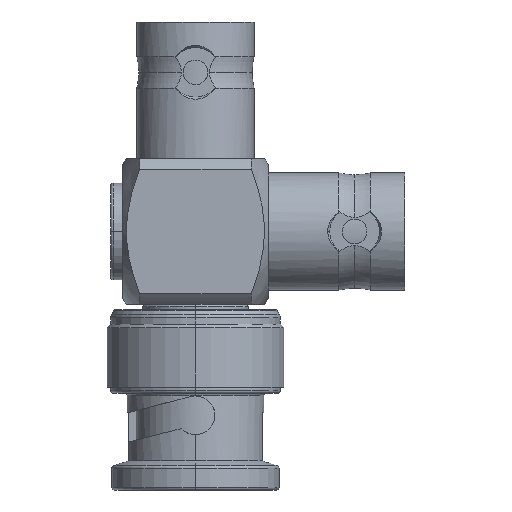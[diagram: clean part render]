
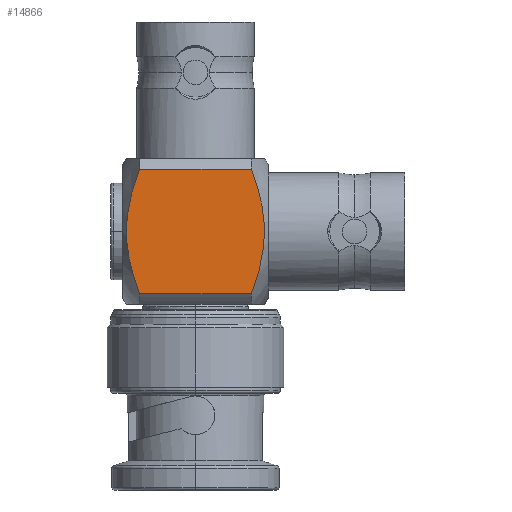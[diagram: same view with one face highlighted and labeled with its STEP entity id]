
A CAD part, left-side view. The second image highlights one B-rep face of the part: STEP entity #14866.
In plain terms, the highlighted planar face has unit normal (-1, 0, 0).
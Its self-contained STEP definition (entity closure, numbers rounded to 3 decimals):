
#3748 = VERTEX_POINT ( 'NONE', #5747 ) ;
#5190 = EDGE_LOOP ( 'NONE', ( #11571, #11572, #11573, #11574 ) ) ;
#5747 = CARTESIAN_POINT ( 'NONE',  ( -6., 4.614, -22.439 ) ) ;
#8063 = CARTESIAN_POINT ( 'NONE',  ( -6., 6., -22.439 ) ) ;
#8064 = DIRECTION ( 'NONE',  ( 0., 1., 0. ) ) ;
#8992 = LINE ( 'NONE', #9383, #9003 ) ;
#8993 = LINE ( 'NONE', #8063, #8996 ) ;
#8996 = VECTOR ( 'NONE', #8064, 1000. ) ;
#9003 = VECTOR ( 'NONE', #9387, 1000. ) ;
#9381 = CARTESIAN_POINT ( 'NONE',  ( -6., -5.2, -13.832 ) ) ;
#9382 = CARTESIAN_POINT ( 'NONE',  ( -6., -4.924, -12.987 ) ) ;
#9383 = CARTESIAN_POINT ( 'NONE',  ( -6., 6., -12.161 ) ) ;
#9387 = DIRECTION ( 'NONE',  ( 0., -1., 0. ) ) ;
#9388 = CARTESIAN_POINT ( 'NONE',  ( -6., 4.614, -22.439 ) ) ;
#9389 = CARTESIAN_POINT ( 'NONE',  ( -6., 4.924, -21.615 ) ) ;
#9393 = CARTESIAN_POINT ( 'NONE',  ( -6., 5.199, -20.772 ) ) ;
#9394 = CARTESIAN_POINT ( 'NONE',  ( -6., 5.593, -19.065 ) ) ;
#9395 = CARTESIAN_POINT ( 'NONE',  ( -6., 5.711, -18.197 ) ) ;
#9396 = CARTESIAN_POINT ( 'NONE',  ( -6., 5.712, -16.864 ) ) ;
#9397 = CARTESIAN_POINT ( 'NONE',  ( -6., 5.683, -16.422 ) ) ;
#9398 = CARTESIAN_POINT ( 'NONE',  ( -6., 5.575, -15.55 ) ) ;
#9399 = CARTESIAN_POINT ( 'NONE',  ( -6., 5.496, -15.118 ) ) ;
#9400 = CARTESIAN_POINT ( 'NONE',  ( -6., 5.2, -13.832 ) ) ;
#9401 = CARTESIAN_POINT ( 'NONE',  ( -6., 4.924, -12.987 ) ) ;
#9402 = CARTESIAN_POINT ( 'NONE',  ( -6., 4.614, -12.161 ) ) ;
#9403 = CARTESIAN_POINT ( 'NONE',  ( -6., -4.614, -12.161 ) ) ;
#9404 = CARTESIAN_POINT ( 'NONE',  ( -6., -5.496, -15.118 ) ) ;
#9405 = CARTESIAN_POINT ( 'NONE',  ( -6., -5.575, -15.55 ) ) ;
#9406 = CARTESIAN_POINT ( 'NONE',  ( -6., -5.683, -16.422 ) ) ;
#9407 = CARTESIAN_POINT ( 'NONE',  ( -6., -5.712, -16.864 ) ) ;
#9408 = CARTESIAN_POINT ( 'NONE',  ( -6., -5.711, -18.197 ) ) ;
#9409 = CARTESIAN_POINT ( 'NONE',  ( -6., -5.593, -19.065 ) ) ;
#9410 = CARTESIAN_POINT ( 'NONE',  ( -6., -5.199, -20.772 ) ) ;
#9411 = CARTESIAN_POINT ( 'NONE',  ( -6., -4.924, -21.615 ) ) ;
#9412 = CARTESIAN_POINT ( 'NONE',  ( -6., -4.614, -22.439 ) ) ;
#11571 = ORIENTED_EDGE ( 'NONE', *, *, #12001, .F. ) ;
#11572 = ORIENTED_EDGE ( 'NONE', *, *, #11994, .F. ) ;
#11573 = ORIENTED_EDGE ( 'NONE', *, *, #12002, .F. ) ;
#11574 = ORIENTED_EDGE ( 'NONE', *, *, #11999, .F. ) ;
#11994 = EDGE_CURVE ( 'NONE', #20092, #3748, #8993, .T. ) ;
#11999 = EDGE_CURVE ( 'NONE', #20030, #19453, #8992, .T. ) ;
#12001 = EDGE_CURVE ( 'NONE', #3748, #20030, #24547, .T. ) ;
#12002 = EDGE_CURVE ( 'NONE', #19453, #20092, #24590, .T. ) ;
#14866 = ADVANCED_FACE ( 'NONE', ( #21716 ), #21331, .F. ) ;
#19453 = VERTEX_POINT ( 'NONE', #23566 ) ;
#20030 = VERTEX_POINT ( 'NONE', #24304 ) ;
#20092 = VERTEX_POINT ( 'NONE', #24391 ) ;
#21331 = PLANE ( 'NONE',  #22026 ) ;
#21339 = CARTESIAN_POINT ( 'NONE',  ( -6., 6., -23.3 ) ) ;
#21340 = DIRECTION ( 'NONE',  ( 1., 0., 0. ) ) ;
#21341 = DIRECTION ( 'NONE',  ( 0., -1., 0. ) ) ;
#21716 = FACE_OUTER_BOUND ( 'NONE', #5190, .T. ) ;
#22026 = AXIS2_PLACEMENT_3D ( 'NONE', #21339, #21340, #21341 ) ;
#23566 = CARTESIAN_POINT ( 'NONE',  ( -6., -4.614, -12.161 ) ) ;
#24304 = CARTESIAN_POINT ( 'NONE',  ( -6., 4.614, -12.161 ) ) ;
#24391 = CARTESIAN_POINT ( 'NONE',  ( -6., -4.614, -22.439 ) ) ;
#24547 = B_SPLINE_CURVE_WITH_KNOTS ( 'NONE', 3,
 ( #9388, #9389, #9393, #9394, #9395, #9396, #9397, #9398, #9399, #9400, #9401, #9402 ),
 .UNSPECIFIED., .F., .F.,
 ( 4, 2, 2, 2, 2, 4 ),
 ( 0.019, 0.021, 0.024, 0.025, 0.027, 0.029 ),
 .UNSPECIFIED. ) ;
#24590 = B_SPLINE_CURVE_WITH_KNOTS ( 'NONE', 3,
 ( #9403, #9382, #9381, #9404, #9405, #9406, #9407, #9408, #9409, #9410, #9411, #9412 ),
 .UNSPECIFIED., .F., .F.,
 ( 4, 2, 2, 2, 2, 4 ),
 ( 0.006, 0.009, 0.01, 0.012, 0.014, 0.017 ),
 .UNSPECIFIED. ) ;
